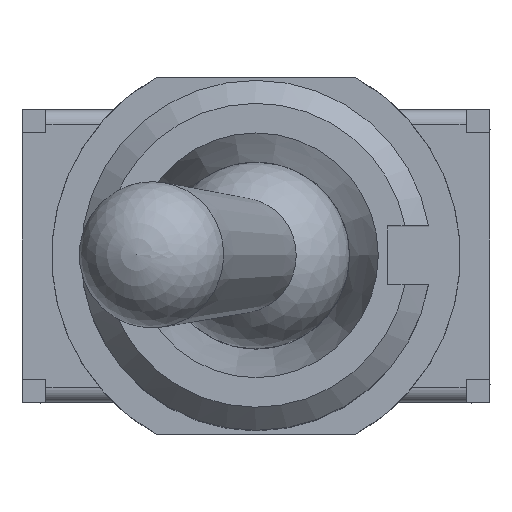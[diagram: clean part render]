
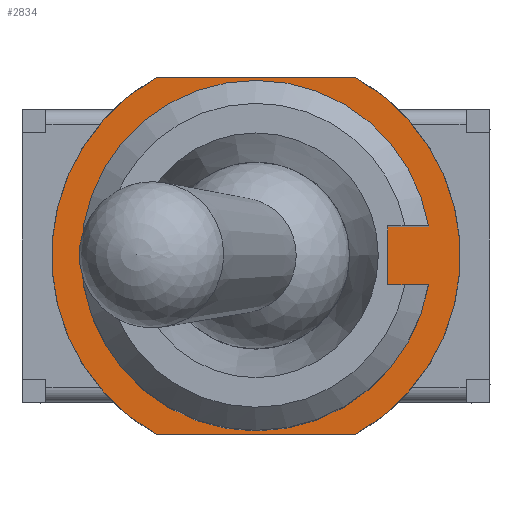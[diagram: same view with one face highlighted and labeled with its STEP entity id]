
A CAD part, top view. The second image highlights one B-rep face of the part: STEP entity #2834.
In plain terms, the highlighted planar face has unit normal (0, 0, 1).
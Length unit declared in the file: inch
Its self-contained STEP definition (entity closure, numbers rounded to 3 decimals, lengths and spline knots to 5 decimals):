
#16=FACE_BOUND('',#1080,.T.);
#147=PLANE('',#3041);
#320=LINE('',#4900,#635);
#323=LINE('',#4906,#638);
#325=LINE('',#4909,#640);
#328=LINE('',#4921,#643);
#331=LINE('',#4929,#646);
#635=VECTOR('',#3428,0.3937);
#638=VECTOR('',#3433,0.3937);
#640=VECTOR('',#3437,0.3937);
#643=VECTOR('',#3452,0.3937);
#646=VECTOR('',#3463,0.3937);
#925=FACE_OUTER_BOUND('',#1079,.T.);
#1079=EDGE_LOOP('',(#2285,#2286,#2287,#2288));
#1080=EDGE_LOOP('',(#2289,#2290,#2291,#2292));
#1194=CIRCLE('',#3032,0.11969);
#1195=CIRCLE('',#3034,0.13976);
#1197=CIRCLE('',#3038,0.13976);
#1344=VERTEX_POINT('',#4897);
#1345=VERTEX_POINT('',#4899);
#1346=VERTEX_POINT('',#4903);
#1347=VERTEX_POINT('',#4905);
#1348=VERTEX_POINT('',#4913);
#1349=VERTEX_POINT('',#4914);
#1350=VERTEX_POINT('',#4920);
#1351=VERTEX_POINT('',#4924);
#1672=EDGE_CURVE('',#1345,#1344,#320,.T.);
#1675=EDGE_CURVE('',#1347,#1346,#323,.T.);
#1677=EDGE_CURVE('',#1346,#1345,#325,.T.);
#1678=EDGE_CURVE('',#1344,#1347,#1194,.T.);
#1679=EDGE_CURVE('',#1348,#1349,#1195,.T.);
#1683=EDGE_CURVE('',#1349,#1350,#328,.T.);
#1685=EDGE_CURVE('',#1350,#1351,#1197,.T.);
#1688=EDGE_CURVE('',#1351,#1348,#331,.T.);
#2285=ORIENTED_EDGE('',*,*,#1679,.F.);
#2286=ORIENTED_EDGE('',*,*,#1688,.F.);
#2287=ORIENTED_EDGE('',*,*,#1685,.F.);
#2288=ORIENTED_EDGE('',*,*,#1683,.F.);
#2289=ORIENTED_EDGE('',*,*,#1675,.T.);
#2290=ORIENTED_EDGE('',*,*,#1677,.T.);
#2291=ORIENTED_EDGE('',*,*,#1672,.T.);
#2292=ORIENTED_EDGE('',*,*,#1678,.T.);
#2834=ADVANCED_FACE('',(#925,#16),#147,.T.);
#3032=AXIS2_PLACEMENT_3D('',#4911,#3440,#3441);
#3034=AXIS2_PLACEMENT_3D('',#4915,#3444,#3445);
#3038=AXIS2_PLACEMENT_3D('',#4925,#3456,#3457);
#3041=AXIS2_PLACEMENT_3D('',#4930,#3464,#3465);
#3428=DIRECTION('',(1.,0.,0.));
#3433=DIRECTION('',(-1.,0.,0.));
#3437=DIRECTION('',(0.,-1.,0.));
#3440=DIRECTION('center_axis',(0.,0.,
-1.));
#3441=DIRECTION('ref_axis',(-0.986,-0.168,0.));
#3444=DIRECTION('center_axis',(0.,0.,
-1.));
#3445=DIRECTION('ref_axis',(-0.487,0.873,0.));
#3452=DIRECTION('',(-1.,0.,0.));
#3456=DIRECTION('center_axis',(0.,0.,
-1.));
#3457=DIRECTION('ref_axis',(0.487,-0.873,0.));
#3463=DIRECTION('',(1.,0.,0.));
#3464=DIRECTION('center_axis',(0.,0.,
1.));
#3465=DIRECTION('ref_axis',(1.,0.,0.));
#4897=CARTESIAN_POINT('',(0.11799,-0.02008,0.30866));
#4899=CARTESIAN_POINT('',(0.09004,-0.02008,0.30866));
#4900=CARTESIAN_POINT('',(0.04502,-0.02008,0.30866));
#4903=CARTESIAN_POINT('',(0.09004,0.02008,0.30866));
#4905=CARTESIAN_POINT('',(0.11799,0.02008,0.30866));
#4906=CARTESIAN_POINT('',(0.05899,0.02008,0.30866));
#4909=CARTESIAN_POINT('',(0.09004,0.01004,0.30866));
#4911=CARTESIAN_POINT('Origin',(0.,0.,
0.30866));
#4913=CARTESIAN_POINT('',(0.06811,0.12205,0.30866));
#4914=CARTESIAN_POINT('',(0.06811,-0.12205,0.30866));
#4915=CARTESIAN_POINT('Origin',(0.,0.,
0.30866));
#4920=CARTESIAN_POINT('',(-0.06811,-0.12205,0.30866));
#4921=CARTESIAN_POINT('',(0.06811,-0.12205,0.30866));
#4924=CARTESIAN_POINT('',(-0.06811,0.12205,0.30866));
#4925=CARTESIAN_POINT('Origin',(0.,0.,
0.30866));
#4929=CARTESIAN_POINT('',(-0.06811,0.12205,0.30866));
#4930=CARTESIAN_POINT('Origin',(0.,0.,
0.30866));
